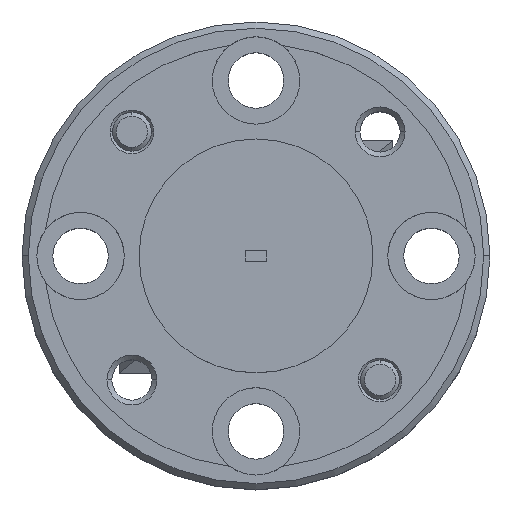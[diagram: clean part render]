
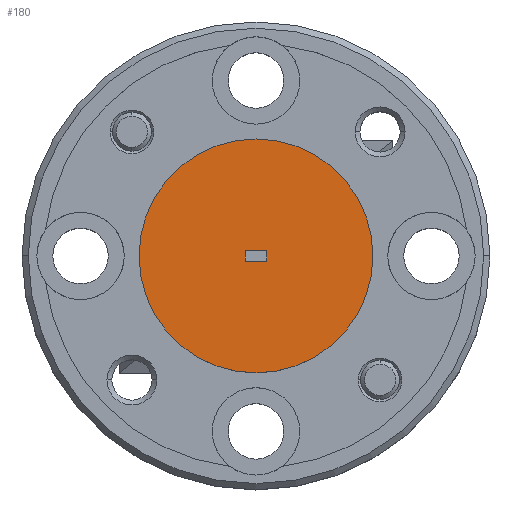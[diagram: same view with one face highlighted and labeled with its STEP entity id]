
A CAD part, top view. The second image highlights one B-rep face of the part: STEP entity #180.
In plain terms, the highlighted planar face has unit normal (0, 0, 1).
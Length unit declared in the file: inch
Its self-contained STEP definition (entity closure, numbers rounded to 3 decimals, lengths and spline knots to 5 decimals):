
#14 = DIRECTION ( 'NONE',  ( 1., 0., 0. ) ) ;
#59 = EDGE_CURVE ( 'NONE', #1984, #661, #1658, .T. ) ;
#180 = ADVANCED_FACE ( 'NONE', ( #871, #2325 ), #1961, .T. ) ;
#288 = CARTESIAN_POINT ( 'NONE',  ( -0.017, -0.0085, 0.3025 ) ) ;
#318 = DIRECTION ( 'NONE',  ( 1., 0., 0. ) ) ;
#336 = EDGE_CURVE ( 'NONE', #355, #1984, #1361, .T. ) ;
#338 = ORIENTED_EDGE ( 'NONE', *, *, #336, .F. ) ;
#355 = VERTEX_POINT ( 'NONE', #1609 ) ;
#399 = AXIS2_PLACEMENT_3D ( 'NONE', #420, #2288, #14 ) ;
#420 = CARTESIAN_POINT ( 'NONE',  ( 0., 0., 0.3025 ) ) ;
#422 = CARTESIAN_POINT ( 'NONE',  ( -0.1875, 0., 0.3025 ) ) ;
#430 = DIRECTION ( 'NONE',  ( -1., 0., 0. ) ) ;
#432 = EDGE_CURVE ( 'NONE', #1811, #2521, #2512, .T. ) ;
#527 = DIRECTION ( 'NONE',  ( 1., 0., 0. ) ) ;
#536 = CIRCLE ( 'NONE', #399, 0.1875 ) ;
#561 = CARTESIAN_POINT ( 'NONE',  ( 0.017, 0.0085, 0.3025 ) ) ;
#584 = ORIENTED_EDGE ( 'NONE', *, *, #432, .T. ) ;
#589 = ORIENTED_EDGE ( 'NONE', *, *, #2231, .F. ) ;
#661 = VERTEX_POINT ( 'NONE', #2292 ) ;
#728 = CARTESIAN_POINT ( 'NONE',  ( -0.017, 0.0085, 0.3025 ) ) ;
#789 = CARTESIAN_POINT ( 'NONE',  ( 0.1875, 0., 0.3025 ) ) ;
#852 = EDGE_CURVE ( 'NONE', #1964, #355, #2412, .T. ) ;
#871 = FACE_BOUND ( 'NONE', #1047, .T. ) ;
#920 = LINE ( 'NONE', #728, #1612 ) ;
#1047 = EDGE_LOOP ( 'NONE', ( #338, #2411, #589, #1414 ) ) ;
#1288 = CARTESIAN_POINT ( 'NONE',  ( 0., 0., 0.3025 ) ) ;
#1356 = CARTESIAN_POINT ( 'NONE',  ( -0.017, -0.0085, 0.3025 ) ) ;
#1361 = LINE ( 'NONE', #561, #1730 ) ;
#1414 = ORIENTED_EDGE ( 'NONE', *, *, #59, .F. ) ;
#1419 = EDGE_CURVE ( 'NONE', #2521, #1811, #536, .T. ) ;
#1469 = VECTOR ( 'NONE', #1804, 39.37008 ) ;
#1519 = DIRECTION ( 'NONE',  ( 0., 0., 1. ) ) ;
#1609 = CARTESIAN_POINT ( 'NONE',  ( 0.017, -0.0085, 0.3025 ) ) ;
#1612 = VECTOR ( 'NONE', #2137, 39.37008 ) ;
#1658 = LINE ( 'NONE', #2470, #1993 ) ;
#1730 = VECTOR ( 'NONE', #2024, 39.37008 ) ;
#1773 = AXIS2_PLACEMENT_3D ( 'NONE', #1288, #1519, #527 ) ;
#1804 = DIRECTION ( 'NONE',  ( 1., 0., 0. ) ) ;
#1811 = VERTEX_POINT ( 'NONE', #789 ) ;
#1891 = CARTESIAN_POINT ( 'NONE',  ( 0.017, 0.0085, 0.3025 ) ) ;
#1961 = PLANE ( 'NONE',  #1773 ) ;
#1964 = VERTEX_POINT ( 'NONE', #288 ) ;
#1984 = VERTEX_POINT ( 'NONE', #1891 ) ;
#1993 = VECTOR ( 'NONE', #430, 39.37008 ) ;
#2024 = DIRECTION ( 'NONE',  ( 0., 1., 0. ) ) ;
#2137 = DIRECTION ( 'NONE',  ( 0., -1., 0. ) ) ;
#2212 = ORIENTED_EDGE ( 'NONE', *, *, #1419, .T. ) ;
#2231 = EDGE_CURVE ( 'NONE', #661, #1964, #920, .T. ) ;
#2281 = EDGE_LOOP ( 'NONE', ( #584, #2212 ) ) ;
#2288 = DIRECTION ( 'NONE',  ( 0., 0., 1. ) ) ;
#2292 = CARTESIAN_POINT ( 'NONE',  ( -0.017, 0.0085, 0.3025 ) ) ;
#2325 = FACE_OUTER_BOUND ( 'NONE', #2281, .T. ) ;
#2379 = AXIS2_PLACEMENT_3D ( 'NONE', #2623, #2427, #318 ) ;
#2411 = ORIENTED_EDGE ( 'NONE', *, *, #852, .F. ) ;
#2412 = LINE ( 'NONE', #1356, #1469 ) ;
#2427 = DIRECTION ( 'NONE',  ( 0., 0., 1. ) ) ;
#2470 = CARTESIAN_POINT ( 'NONE',  ( -0.017, 0.0085, 0.3025 ) ) ;
#2512 = CIRCLE ( 'NONE', #2379, 0.1875 ) ;
#2521 = VERTEX_POINT ( 'NONE', #422 ) ;
#2623 = CARTESIAN_POINT ( 'NONE',  ( 0., 0., 0.3025 ) ) ;
